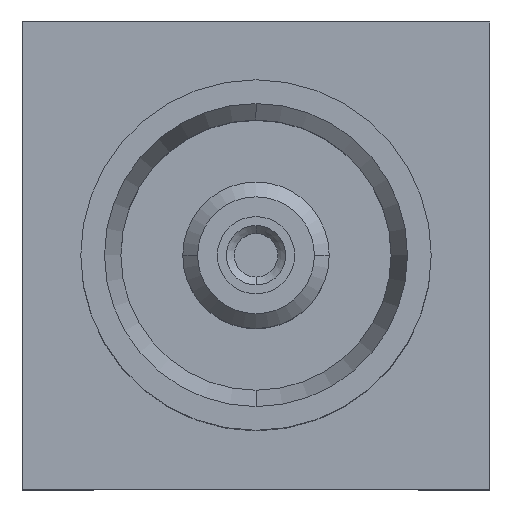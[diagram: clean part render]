
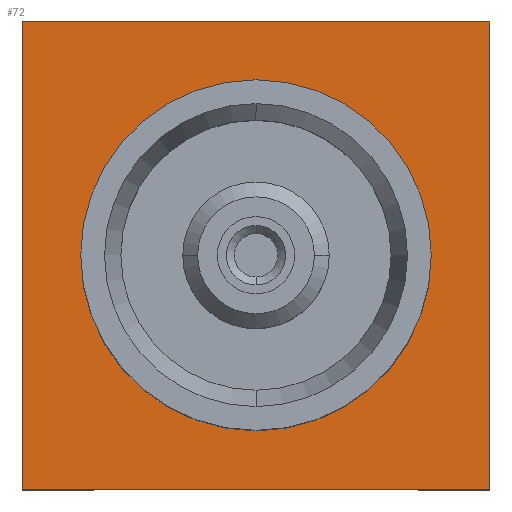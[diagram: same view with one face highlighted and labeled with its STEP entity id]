
A CAD part, top view. The second image highlights one B-rep face of the part: STEP entity #72.
In plain terms, the highlighted planar face has unit normal (0, 0, 1).
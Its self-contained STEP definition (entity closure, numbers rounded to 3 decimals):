
#72=ADVANCED_FACE('',(#161,#162),#163,.F.);
#161=FACE_OUTER_BOUND('',#283,.T.);
#162=FACE_BOUND('',#284,.T.);
#163=PLANE('',#285);
#283=EDGE_LOOP('',(#529,#530,#531,#532));
#284=EDGE_LOOP('',(#533,#534));
#285=AXIS2_PLACEMENT_3D('',#535,#536,#537);
#529=ORIENTED_EDGE('',*,*,#857,.F.);
#530=ORIENTED_EDGE('',*,*,#858,.F.);
#531=ORIENTED_EDGE('',*,*,#859,.F.);
#532=ORIENTED_EDGE('',*,*,#860,.F.);
#533=ORIENTED_EDGE('',*,*,#810,.T.);
#534=ORIENTED_EDGE('',*,*,#856,.T.);
#535=CARTESIAN_POINT('',(0.0,0.0,-4.47));
#536=DIRECTION('',(0.0,0.0,-1.0));
#537=DIRECTION('',(0.0,-1.0,0.0));
#810=EDGE_CURVE('',#952,#956,#958,.T.);
#856=EDGE_CURVE('',#956,#952,#1030,.T.);
#857=EDGE_CURVE('',#1031,#1032,#1033,.T.);
#858=EDGE_CURVE('',#1034,#1031,#1035,.T.);
#859=EDGE_CURVE('',#1036,#1034,#1037,.T.);
#860=EDGE_CURVE('',#1032,#1036,#1038,.T.);
#952=VERTEX_POINT('',#1184);
#956=VERTEX_POINT('',#1189);
#958=CIRCLE('',#1192,2.248);
#1030=CIRCLE('',#1282,2.248);
#1031=VERTEX_POINT('',#1283);
#1032=VERTEX_POINT('',#1284);
#1033=LINE('',#1285,#1286);
#1034=VERTEX_POINT('',#1287);
#1035=LINE('',#1288,#1289);
#1036=VERTEX_POINT('',#1290);
#1037=LINE('',#1291,#1292);
#1038=LINE('',#1293,#1294);
#1184=CARTESIAN_POINT('',(0.0,-2.248,-4.47));
#1189=CARTESIAN_POINT('',(0.,2.248,-4.47));
#1192=AXIS2_PLACEMENT_3D('',#1522,#1523,#1524);
#1282=AXIS2_PLACEMENT_3D('',#1624,#1625,#1626);
#1283=CARTESIAN_POINT('',(-2.997,-2.997,-4.47));
#1284=CARTESIAN_POINT('',(-2.997,2.997,-4.47));
#1285=CARTESIAN_POINT('',(-2.997,-2.997,-4.47));
#1286=VECTOR('',#1627,5.994);
#1287=CARTESIAN_POINT('',(2.997,-2.997,-4.47));
#1288=CARTESIAN_POINT('',(2.997,-2.997,-4.47));
#1289=VECTOR('',#1628,5.994);
#1290=CARTESIAN_POINT('',(2.997,2.997,-4.47));
#1291=CARTESIAN_POINT('',(2.997,2.997,-4.47));
#1292=VECTOR('',#1629,5.994);
#1293=CARTESIAN_POINT('',(-2.997,2.997,-4.47));
#1294=VECTOR('',#1630,5.994);
#1522=CARTESIAN_POINT('',(0.0,0.0,-4.47));
#1523=DIRECTION('',(0.0,0.0,-1.0));
#1524=DIRECTION('',(0.0,1.0,0.0));
#1624=CARTESIAN_POINT('',(0.0,0.0,-4.47));
#1625=DIRECTION('',(0.0,0.0,-1.0));
#1626=DIRECTION('',(0.0,1.0,0.0));
#1627=DIRECTION('',(0.0,1.0,0.0));
#1628=DIRECTION('',(-1.0,0.0,0.0));
#1629=DIRECTION('',(0.0,-1.0,0.0));
#1630=DIRECTION('',(1.0,0.0,0.0));
